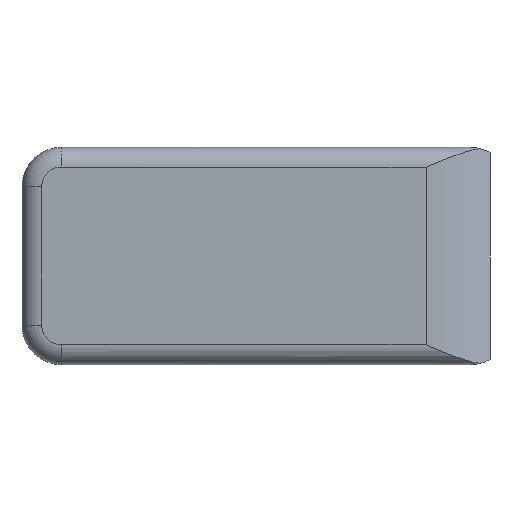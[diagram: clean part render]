
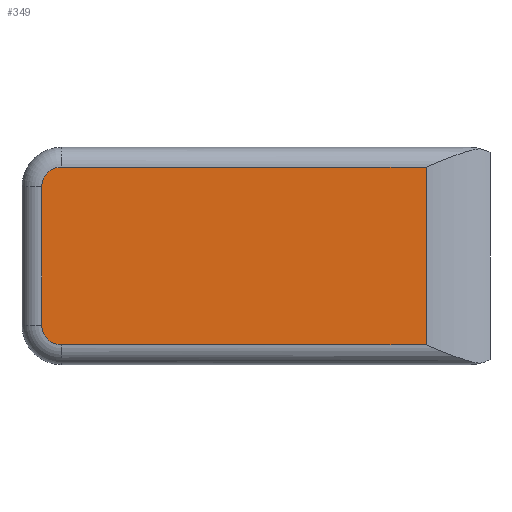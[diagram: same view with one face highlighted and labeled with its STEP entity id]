
A CAD part, top view. The second image highlights one B-rep face of the part: STEP entity #349.
In plain terms, the highlighted planar face has unit normal (0, 0, 1).
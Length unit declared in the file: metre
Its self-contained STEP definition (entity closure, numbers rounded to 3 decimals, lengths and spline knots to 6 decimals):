
#28=CIRCLE('',#389,0.001);
#29=CIRCLE('',#390,0.001);
#92=ORIENTED_EDGE('',*,*,#166,.T.);
#93=ORIENTED_EDGE('',*,*,#177,.T.);
#94=ORIENTED_EDGE('',*,*,#162,.T.);
#95=ORIENTED_EDGE('',*,*,#179,.T.);
#96=ORIENTED_EDGE('',*,*,#180,.T.);
#97=ORIENTED_EDGE('',*,*,#181,.T.);
#162=EDGE_CURVE('',#204,#208,#239,.F.);
#166=EDGE_CURVE('',#213,#212,#241,.T.);
#177=EDGE_CURVE('',#212,#204,#246,.T.);
#179=EDGE_CURVE('',#208,#218,#28,.T.);
#180=EDGE_CURVE('',#218,#219,#247,.T.);
#181=EDGE_CURVE('',#219,#213,#29,.T.);
#204=VERTEX_POINT('',#542);
#208=VERTEX_POINT('',#552);
#212=VERTEX_POINT('',#567);
#213=VERTEX_POINT('',#569);
#218=VERTEX_POINT('',#596);
#219=VERTEX_POINT('',#598);
#239=LINE('',#553,#271);
#241=LINE('',#568,#273);
#246=LINE('',#589,#278);
#247=LINE('',#597,#279);
#271=VECTOR('',#438,1.);
#273=VECTOR('',#442,1.);
#278=VECTOR('',#461,1.);
#279=VECTOR('',#466,1.);
#294=EDGE_LOOP('',(#92,#93,#94,#95,#96,#97));
#316=FACE_BOUND('',#294,.T.);
#334=PLANE('',#388);
#349=ADVANCED_FACE('',(#316),#334,.T.);
#388=AXIS2_PLACEMENT_3D('',#594,#462,#463);
#389=AXIS2_PLACEMENT_3D('',#595,#464,#465);
#390=AXIS2_PLACEMENT_3D('',#599,#467,#468);
#438=DIRECTION('',(1.,0.,0.));
#442=DIRECTION('',(1.,0.,0.));
#461=DIRECTION('',(0.,1.,0.));
#462=DIRECTION('',(0.,0.,1.));
#463=DIRECTION('',(1.,0.,0.));
#464=DIRECTION('',(0.,0.,1.));
#465=DIRECTION('',(1.,0.,0.));
#466=DIRECTION('',(0.,-1.,0.));
#467=DIRECTION('',(0.,0.,1.));
#468=DIRECTION('',(1.,0.,0.));
#542=CARTESIAN_POINT('',(-0.008118,-0.00592,0.0375));
#552=CARTESIAN_POINT('',(-0.026579,-0.00592,0.0375));
#553=CARTESIAN_POINT('',(-0.016729,-0.00592,0.0375));
#567=CARTESIAN_POINT('',(-0.008118,-0.01492,0.0375));
#568=CARTESIAN_POINT('',(-0.004879,-0.01492,0.0375));
#569=CARTESIAN_POINT('',(-0.026579,-0.01492,0.0375));
#589=CARTESIAN_POINT('',(-0.008118,-0.02192,0.0375));
#594=CARTESIAN_POINT('',(-0.016729,-0.01042,0.0375));
#595=CARTESIAN_POINT('',(-0.026579,-0.00692,0.0375));
#596=CARTESIAN_POINT('',(-0.027579,-0.00692,0.0375));
#597=CARTESIAN_POINT('',(-0.027579,-0.01392,0.0375));
#598=CARTESIAN_POINT('',(-0.027579,-0.01392,0.0375));
#599=CARTESIAN_POINT('',(-0.026579,-0.01392,0.0375));
